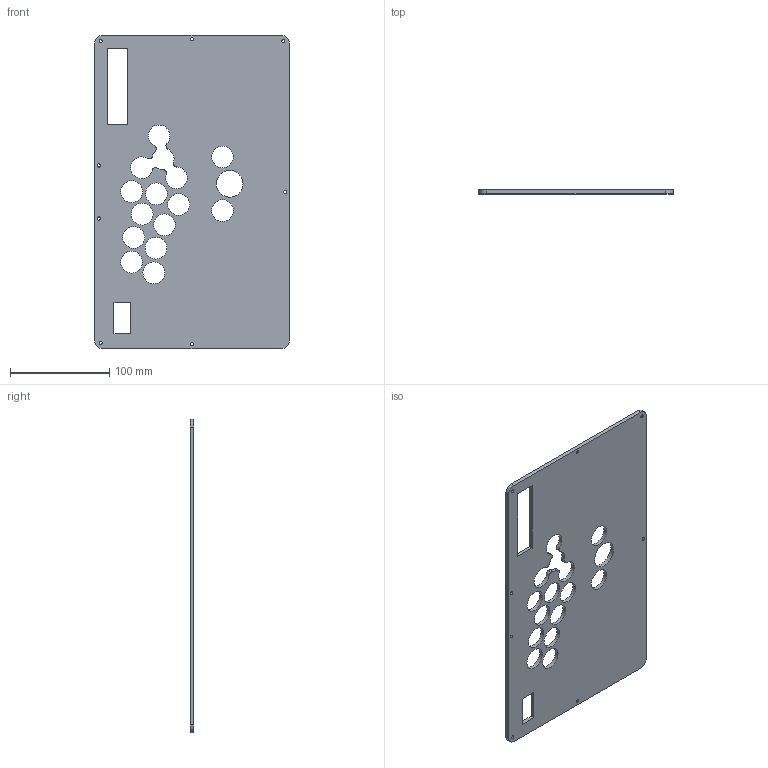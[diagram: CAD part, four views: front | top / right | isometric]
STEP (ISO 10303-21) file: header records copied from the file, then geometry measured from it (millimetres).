
FILE_DESCRIPTION(/* description */ (''),/* implementation_level */ '2;1');
FILE_NAME(/* name */ 'TopPlate.stp',/* time_stamp */ '2023-11-03T21:11:53+08:00',/* author */ ('Administrator'),/* organization */ (''),/* preprocessor_version */ 'ST-DEVELOPER v19.2',/* originating_system */ 'Autodesk Inventor 2024',/* authorisation */ '');
FILE_SCHEMA (('AUTOMOTIVE_DESIGN { 1 0 10303 214 3 1 1 }'));
Length unit declared in the file: millimetre
Products named in the file (1): TopPlate
Bounding box: 196 x 4 x 316 mm (x, y, z)
Volume: 213373.9 mm3; surface area: 116541.9 mm2
Topology: 1 solids, 1 shells, 64 faces, 178 edges, 116 vertices
Faces by surface type: cylinder 42, plane 14, cone 8
Full cylindrical faces by diameter (mm): 3.2 x8, 22 x11, 27 x1
Entity records: 2298 total; most frequent: DIRECTION 400, CARTESIAN_POINT 359, ORIENTED_EDGE 356, EDGE_CURVE 178, AXIS2_PLACEMENT_3D 157, VERTEX_POINT 116, EDGE_LOOP 110, CIRCLE 92
